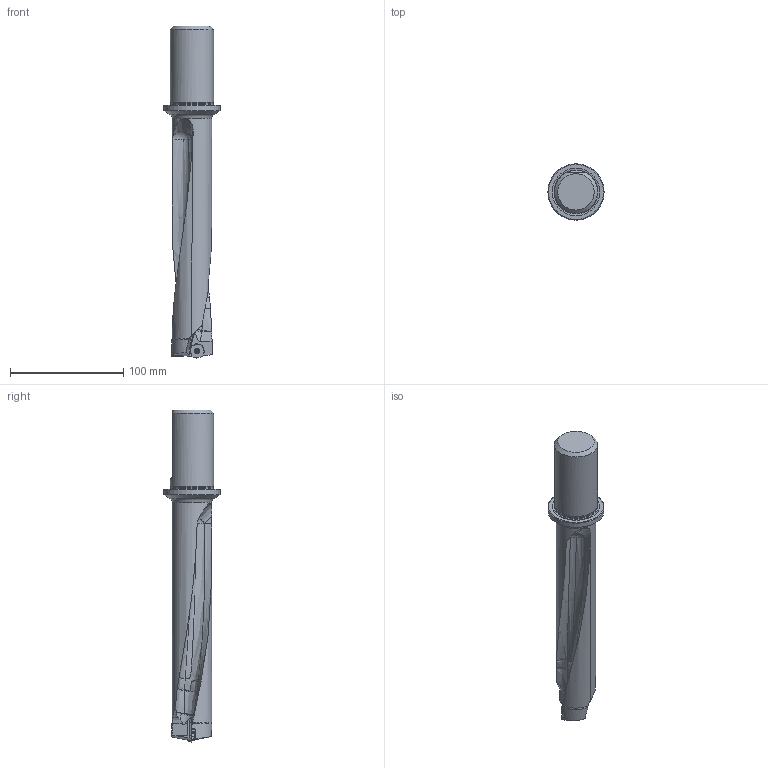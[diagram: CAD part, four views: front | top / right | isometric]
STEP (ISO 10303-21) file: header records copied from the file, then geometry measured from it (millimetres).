
FILE_DESCRIPTION(/* description */ (''),/* implementation_level */ '2;1');
FILE_NAME(/* name */ '7256734.stp',/* time_stamp */ '2024-08-08T18:21:22+06:00',/* author */ (''),/* organization */ (''),/* preprocessor_version */ 'ST-DEVELOPER v16.7',/* originating_system */ 'SIEMENS PLM Software NX 12.0',/* authorisation */ '');
FILE_SCHEMA (('AUTOMOTIVE_DESIGN { 1 0 10303 214 3 1 1 1 }'));
Length unit declared in the file: millimetre
Products named in the file (1): 7256734
Bounding box: 49.6 x 49.6 x 292.98 mm (x, y, z)
Volume: 216995.3 mm3; surface area: 40204 mm2
Topology: 5 solids, 6 shells, 310 faces, 919 edges, 692 vertices
Faces by surface type: cylinder 122, plane 103, bspline 32, cone 25, sphere 18, torus 10
Full cylindrical faces by diameter (mm): 2.37 x2, 3 x2, 3.4 x2, 4.15 x2, 4.5 x2, 35.03 x1, 37.392 x1, 38.1 x1, 49.6 x1
Entity records: 12131 total; most frequent: CARTESIAN_POINT 3869, DIRECTION 1667, ORIENTED_EDGE 1612, EDGE_CURVE 806, AXIS2_PLACEMENT_3D 660, VERTEX_POINT 548, EDGE_LOOP 351, LINE 347
